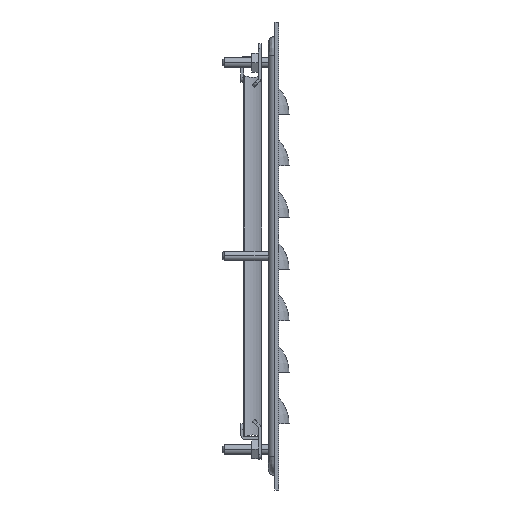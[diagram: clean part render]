
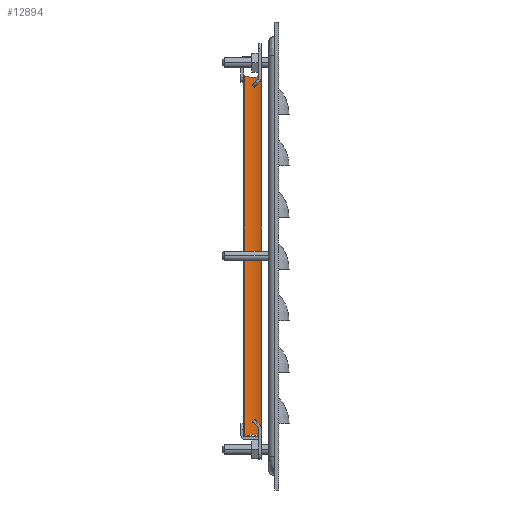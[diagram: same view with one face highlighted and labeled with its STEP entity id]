
A CAD part, left-side view. The second image highlights one B-rep face of the part: STEP entity #12894.
In plain terms, the highlighted cylindrical face has radius 11.906 mm (diameter 23.812 mm), a partial arc.
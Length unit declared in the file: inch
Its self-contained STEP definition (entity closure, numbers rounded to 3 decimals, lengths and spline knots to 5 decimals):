
#612 = VERTEX_POINT ( 'NONE', #9832 ) ;
#814 = CARTESIAN_POINT ( 'NONE',  ( -4.43875, 0.497, -3.47 ) ) ;
#1906 =( BOUNDED_CURVE ( )  B_SPLINE_CURVE ( 3, ( #9497, #16034, #9684, #13125 ),
 .UNSPECIFIED., .F., .T. ) 
 B_SPLINE_CURVE_WITH_KNOTS ( ( 4, 4 ),
 ( 2.78189, 3.5013 ),
 .UNSPECIFIED. ) 
 CURVE ( )  GEOMETRIC_REPRESENTATION_ITEM ( )  RATIONAL_B_SPLINE_CURVE ( ( 1., 0.957, 0.957, 1. ) ) 
 REPRESENTATION_ITEM ( '' )  );
#2055 = ORIENTED_EDGE ( 'NONE', *, *, #8398, .T. ) ;
#2409 = VECTOR ( 'NONE', #6904, 39.37008 ) ;
#3736 = CYLINDRICAL_SURFACE ( 'NONE', #16165, 0.46875 ) ;
#4087 = CARTESIAN_POINT ( 'NONE',  ( -4., 0.332, -3.47 ) ) ;
#4395 = DIRECTION ( 'NONE',  ( 0., 0., -1. ) ) ;
#4824 = EDGE_LOOP ( 'NONE', ( #6632, #15059, #2055, #12824 ) ) ;
#6368 = CARTESIAN_POINT ( 'NONE',  ( -4., 0.662, -3.47 ) ) ;
#6632 = ORIENTED_EDGE ( 'NONE', *, *, #15464, .F. ) ;
#6904 = DIRECTION ( 'NONE',  ( 0., 0., -1. ) ) ;
#7123 = LINE ( 'NONE', #13349, #2409 ) ;
#7186 = VERTEX_POINT ( 'NONE', #9671 ) ;
#7325 = CARTESIAN_POINT ( 'NONE',  ( -3.95955, 0.43955, 3.42705 ) ) ;
#7586 = DIRECTION ( 'NONE',  ( 0., 0., 1. ) ) ;
#8166 = VERTEX_POINT ( 'NONE', #19787 ) ;
#8398 = EDGE_CURVE ( 'NONE', #8166, #7186, #12822, .T. ) ;
#8971 = CARTESIAN_POINT ( 'NONE',  ( -4., 0.662, 3.4675 ) ) ;
#9497 = CARTESIAN_POINT ( 'NONE',  ( -4., 0.332, -3.47 ) ) ;
#9671 = CARTESIAN_POINT ( 'NONE',  ( -4., 0.662, 3.4675 ) ) ;
#9684 = CARTESIAN_POINT ( 'NONE',  ( -3.95955, 0.55445, -3.42955 ) ) ;
#9832 = CARTESIAN_POINT ( 'NONE',  ( -4., 0.332, -3.47 ) ) ;
#11734 = EDGE_CURVE ( 'NONE', #8166, #612, #20276, .T. ) ;
#12822 =( BOUNDED_CURVE ( )  B_SPLINE_CURVE ( 3, ( #18762, #7325, #13675, #8971 ),
 .UNSPECIFIED., .F., .T. ) 
 B_SPLINE_CURVE_WITH_KNOTS ( ( 4, 4 ),
 ( 2.78189, 3.5013 ),
 .UNSPECIFIED. ) 
 CURVE ( )  GEOMETRIC_REPRESENTATION_ITEM ( )  RATIONAL_B_SPLINE_CURVE ( ( 1., 0.957, 0.957, 1. ) ) 
 REPRESENTATION_ITEM ( '' )  );
#12824 = ORIENTED_EDGE ( 'NONE', *, *, #18464, .T. ) ;
#12894 = ADVANCED_FACE ( 'NONE', ( #17971 ), #3736, .F. ) ;
#13125 = CARTESIAN_POINT ( 'NONE',  ( -4., 0.662, -3.47 ) ) ;
#13349 = CARTESIAN_POINT ( 'NONE',  ( -4., 0.662, -3.47 ) ) ;
#13675 = CARTESIAN_POINT ( 'NONE',  ( -3.95955, 0.55445, 3.42705 ) ) ;
#13729 = DIRECTION ( 'NONE',  ( -1., 0., 0. ) ) ;
#15059 = ORIENTED_EDGE ( 'NONE', *, *, #11734, .F. ) ;
#15464 = EDGE_CURVE ( 'NONE', #612, #16850, #1906, .T. ) ;
#16034 = CARTESIAN_POINT ( 'NONE',  ( -3.95955, 0.43955, -3.42955 ) ) ;
#16165 = AXIS2_PLACEMENT_3D ( 'NONE', #814, #7586, #13729 ) ;
#16850 = VERTEX_POINT ( 'NONE', #6368 ) ;
#17971 = FACE_OUTER_BOUND ( 'NONE', #4824, .T. ) ;
#18464 = EDGE_CURVE ( 'NONE', #7186, #16850, #7123, .T. ) ;
#18762 = CARTESIAN_POINT ( 'NONE',  ( -4., 0.332, 3.4675 ) ) ;
#19166 = VECTOR ( 'NONE', #4395, 39.37008 ) ;
#19787 = CARTESIAN_POINT ( 'NONE',  ( -4., 0.332, 3.4675 ) ) ;
#20276 = LINE ( 'NONE', #4087, #19166 ) ;
